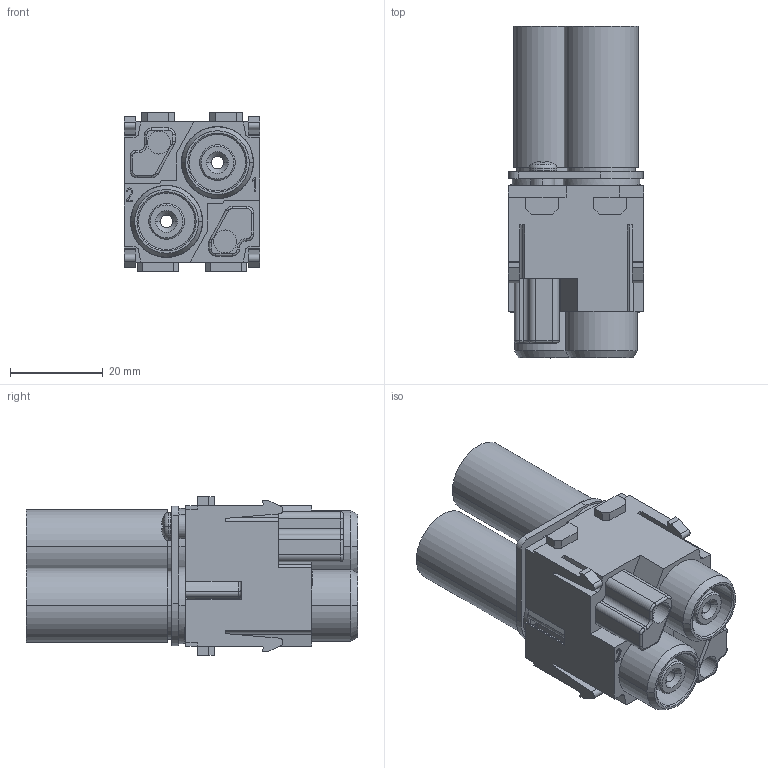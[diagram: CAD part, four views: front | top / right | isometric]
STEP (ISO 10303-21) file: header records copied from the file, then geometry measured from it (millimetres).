
FILE_DESCRIPTION((''),'2;1');
FILE_NAME('HQM002F','2017-05-19T',('tl.yang'),(''),'PRO/ENGINEER BY PARAMETRIC TECHNOLOGY CORPORATION, 2011500','PRO/ENGINEER BY PARAMETRIC TECHNOLOGY CORPORATION, 2011500','');
FILE_SCHEMA(('CONFIG_CONTROL_DESIGN'));
Length unit declared in the file: millimetre
Products named in the file (1): HQM002F
Bounding box: 29.3 x 71.7 x 34.2 mm (x, y, z)
Volume: 28124.7 mm3; surface area: 34911.6 mm2
Topology: 3 solids, 3 shells, 791 faces, 2173 edges, 1390 vertices
Faces by surface type: plane 385, cylinder 228, cone 74, torus 66, bspline 34, sphere 4
Entity records: 28279 total; most frequent: CARTESIAN_POINT 8004, ORIENTED_EDGE 4346, DIRECTION 4190, EDGE_CURVE 2173, AXIS2_PLACEMENT_3D 1493, VERTEX_POINT 1390, VECTOR 1204, LINE 1204
